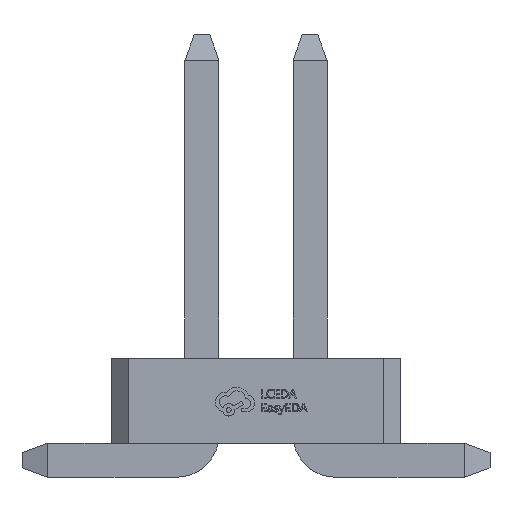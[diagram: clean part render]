
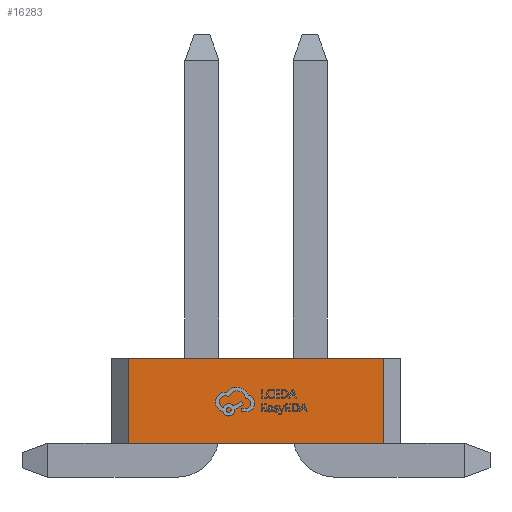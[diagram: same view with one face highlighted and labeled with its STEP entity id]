
A CAD part, left-side view. The second image highlights one B-rep face of the part: STEP entity #16283.
In plain terms, the highlighted planar face has unit normal (-1, 0, 0).
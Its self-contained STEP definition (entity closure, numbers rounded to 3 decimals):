
#635 = VERTEX_POINT ( 'NONE', #20582 ) ;
#1168 = EDGE_CURVE ( 'NONE', #635, #11398, #21696, .T. ) ;
#1411 = DIRECTION ( 'NONE',  ( 0., 0., -1. ) ) ;
#2206 = CARTESIAN_POINT ( 'NONE',  ( -3.175, 1.5, 0. ) ) ;
#2499 = EDGE_CURVE ( 'NONE', #16547, #11398, #17088, .T. ) ;
#2579 = ORIENTED_EDGE ( 'NONE', *, *, #17925, .T. ) ;
#4584 = VECTOR ( 'NONE', #1411, 1000. ) ;
#5200 = VECTOR ( 'NONE', #16281, 1000. ) ;
#5231 = CARTESIAN_POINT ( 'NONE',  ( -3.175, -1.5, 1. ) ) ;
#5421 = VECTOR ( 'NONE', #18242, 1000. ) ;
#6166 = AXIS2_PLACEMENT_3D ( 'NONE', #14746, #7072, #22095 ) ;
#6344 = CARTESIAN_POINT ( 'NONE',  ( -3.175, 1.5, 1. ) ) ;
#6838 = LINE ( 'NONE', #12463, #4584 ) ;
#7072 = DIRECTION ( 'NONE',  ( 1., 0., 0. ) ) ;
#10570 = EDGE_LOOP ( 'NONE', ( #2579, #20920, #12557, #18357 ) ) ;
#11398 = VERTEX_POINT ( 'NONE', #17401 ) ;
#12463 = CARTESIAN_POINT ( 'NONE',  ( -3.175, 1.5, 1. ) ) ;
#12557 = ORIENTED_EDGE ( 'NONE', *, *, #2499, .F. ) ;
#14746 = CARTESIAN_POINT ( 'NONE',  ( -3.175, 1.7, 1. ) ) ;
#15753 = VECTOR ( 'NONE', #18973, 1000. ) ;
#16075 = FACE_OUTER_BOUND ( 'NONE', #10570, .T. ) ;
#16281 = DIRECTION ( 'NONE',  ( 0., 0., 1. ) ) ;
#16283 = ADVANCED_FACE ( 'NONE', ( #16075 ), #17433, .F. ) ;
#16547 = VERTEX_POINT ( 'NONE', #6344 ) ;
#17088 = LINE ( 'NONE', #18868, #15753 ) ;
#17401 = CARTESIAN_POINT ( 'NONE',  ( -3.175, -1.5, 1. ) ) ;
#17433 = PLANE ( 'NONE',  #6166 ) ;
#17925 = EDGE_CURVE ( 'NONE', #21243, #635, #18364, .T. ) ;
#18242 = DIRECTION ( 'NONE',  ( 0., -1., 0. ) ) ;
#18357 = ORIENTED_EDGE ( 'NONE', *, *, #20016, .T. ) ;
#18364 = LINE ( 'NONE', #20529, #5421 ) ;
#18868 = CARTESIAN_POINT ( 'NONE',  ( -3.175, 1.7, 1. ) ) ;
#18973 = DIRECTION ( 'NONE',  ( 0., -1., 0. ) ) ;
#20016 = EDGE_CURVE ( 'NONE', #16547, #21243, #6838, .T. ) ;
#20529 = CARTESIAN_POINT ( 'NONE',  ( -3.175, 1.7, 0. ) ) ;
#20582 = CARTESIAN_POINT ( 'NONE',  ( -3.175, -1.5, 0. ) ) ;
#20920 = ORIENTED_EDGE ( 'NONE', *, *, #1168, .T. ) ;
#21243 = VERTEX_POINT ( 'NONE', #2206 ) ;
#21696 = LINE ( 'NONE', #5231, #5200 ) ;
#22095 = DIRECTION ( 'NONE',  ( 0., 1., 0. ) ) ;
